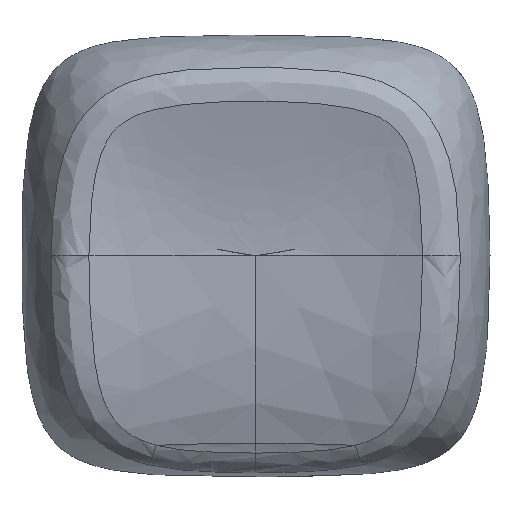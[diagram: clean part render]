
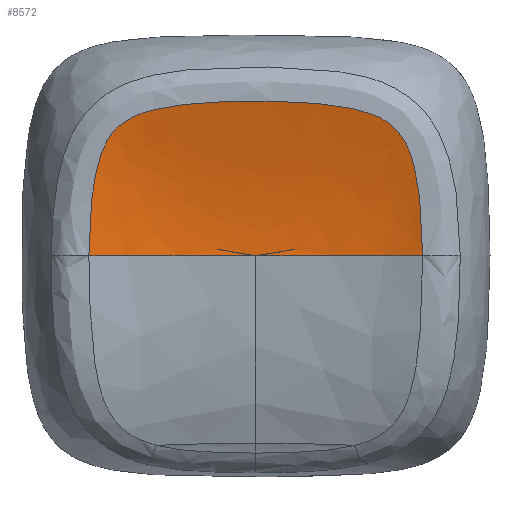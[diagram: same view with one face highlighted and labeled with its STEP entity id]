
A CAD part, top view. The second image highlights one B-rep face of the part: STEP entity #8572.
In plain terms, the highlighted free-form (B-spline) face has degree [3, 3] with [10, 5] control points.
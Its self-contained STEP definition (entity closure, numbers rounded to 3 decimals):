
#8184 = EDGE_CURVE('',#8185,#8187,#8189,.T.);
#8185 = VERTEX_POINT('',#8186);
#8186 = CARTESIAN_POINT('',(-6.23,0.,5.526));
#8187 = VERTEX_POINT('',#8188);
#8188 = CARTESIAN_POINT('',(6.23,0.,5.526));
#8189 = B_SPLINE_CURVE_WITH_KNOTS('',3,(#8190,#8191,#8192,#8193,#8194,
    #8195,#8196,#8197,#8198,#8199,#8200,#8201,#8202,#8203,#8204,#8205,
    #8206,#8207,#8208,#8209,#8210,#8211,#8212),.UNSPECIFIED.,.F.,.F.,(4,
    1,1,1,1,1,1,1,1,2,1,1,1,1,1,1,1,1,1,4),(-2.163,
    -1.947,-1.839,-1.731,-1.677,
    -1.623,-1.514,-1.406,-1.298,
    -1.082,-0.865,-0.757,-0.649,
    -0.595,-0.541,-0.433,-0.379,
    -0.325,-0.216,0.),.UNSPECIFIED.);
#8190 = CARTESIAN_POINT('',(-6.23,0.,5.526));
#8191 = CARTESIAN_POINT('',(-6.23,0.705,
    5.526));
#8192 = CARTESIAN_POINT('',(-6.185,1.778,
    5.531));
#8193 = CARTESIAN_POINT('',(-5.985,3.133,
    5.56));
#8194 = CARTESIAN_POINT('',(-5.751,3.944,
    5.592));
#8195 = CARTESIAN_POINT('',(-5.431,4.517,
    5.617));
#8196 = CARTESIAN_POINT('',(-4.985,5.007,
    5.634));
#8197 = CARTESIAN_POINT('',(-4.225,5.376,5.636
    ));
#8198 = CARTESIAN_POINT('',(-3.205,5.594,
    5.636));
#8199 = CARTESIAN_POINT('',(-1.799,5.746,
    5.639));
#8200 = CARTESIAN_POINT('',(-0.717,5.774,
    5.641));
#8201 = CARTESIAN_POINT('',(0.716,5.775,5.641
    ));
#8202 = CARTESIAN_POINT('',(1.799,5.745,5.639
    ));
#8203 = CARTESIAN_POINT('',(3.201,5.595,5.636)
  );
#8204 = CARTESIAN_POINT('',(4.06,5.41,5.636
    ));
#8205 = CARTESIAN_POINT('',(4.681,5.155,5.634)
  );
#8206 = CARTESIAN_POINT('',(5.242,4.79,5.628
    ));
#8207 = CARTESIAN_POINT('',(5.618,4.241,5.605
    ));
#8208 = CARTESIAN_POINT('',(5.844,3.616,5.579)
  );
#8209 = CARTESIAN_POINT('',(6.011,2.965,5.557)
  );
#8210 = CARTESIAN_POINT('',(6.185,1.775,5.531
    ));
#8211 = CARTESIAN_POINT('',(6.23,0.705,5.526
    ));
#8212 = CARTESIAN_POINT('',(6.23,0.,5.526));
#8572 = ADVANCED_FACE('',(#8573),#8604,.F.);
#8573 = FACE_BOUND('',#8574,.F.);
#8574 = EDGE_LOOP('',(#8575,#8590,#8603));
#8575 = ORIENTED_EDGE('',*,*,#8576,.T.);
#8576 = EDGE_CURVE('',#8187,#8577,#8579,.T.);
#8577 = VERTEX_POINT('',#8578);
#8578 = CARTESIAN_POINT('',(-0.,0.,4.8));
#8579 = B_SPLINE_CURVE_WITH_KNOTS('',5,(#8580,#8581,#8582,#8583,#8584,
    #8585,#8586,#8587,#8588,#8589),.UNSPECIFIED.,.F.,.F.,(6,1,1,1,1,6),(
    0.183,0.2,0.4,0.6,0.8,1.),.UNSPECIFIED.);
#8580 = CARTESIAN_POINT('',(6.23,0.,5.526));
#8581 = CARTESIAN_POINT('',(6.215,0.,5.522));
#8582 = CARTESIAN_POINT('',(6.016,0.,5.46));
#8583 = CARTESIAN_POINT('',(5.617,0.,5.344));
#8584 = CARTESIAN_POINT('',(4.967,0.,5.182));
#8585 = CARTESIAN_POINT('',(3.961,0.,4.995));
#8586 = CARTESIAN_POINT('',(2.674,0.,4.864));
#8587 = CARTESIAN_POINT('',(1.452,0.,4.812));
#8588 = CARTESIAN_POINT('',(0.506,0.,4.8));
#8589 = CARTESIAN_POINT('',(0.,0.,4.8));
#8590 = ORIENTED_EDGE('',*,*,#8591,.F.);
#8591 = EDGE_CURVE('',#8185,#8577,#8592,.T.);
#8592 = B_SPLINE_CURVE_WITH_KNOTS('',5,(#8593,#8594,#8595,#8596,#8597,
    #8598,#8599,#8600,#8601,#8602),.UNSPECIFIED.,.F.,.F.,(6,1,1,1,1,6),(
    0.183,0.2,0.4,0.6,0.8,1.),.UNSPECIFIED.);
#8593 = CARTESIAN_POINT('',(-6.23,0.,5.526));
#8594 = CARTESIAN_POINT('',(-6.215,0.,5.522));
#8595 = CARTESIAN_POINT('',(-6.016,0.,5.46));
#8596 = CARTESIAN_POINT('',(-5.617,0.,5.344));
#8597 = CARTESIAN_POINT('',(-4.967,0.,5.182));
#8598 = CARTESIAN_POINT('',(-3.961,0.,4.995));
#8599 = CARTESIAN_POINT('',(-2.674,0.,4.864));
#8600 = CARTESIAN_POINT('',(-1.452,0.,4.812));
#8601 = CARTESIAN_POINT('',(-0.506,0.,4.8));
#8602 = CARTESIAN_POINT('',(0.,0.,4.8));
#8603 = ORIENTED_EDGE('',*,*,#8184,.T.);
#8604 = B_SPLINE_SURFACE_WITH_KNOTS('',3,3,(
    (#8605,#8606,#8607,#8608,#8609)
    ,(#8610,#8611,#8612,#8613,#8614)
    ,(#8615,#8616,#8617,#8618,#8619)
    ,(#8620,#8621,#8622,#8623,#8624)
    ,(#8625,#8626,#8627,#8628,#8629)
    ,(#8630,#8631,#8632,#8633,#8634)
    ,(#8635,#8636,#8637,#8638,#8639)
    ,(#8640,#8641,#8642,#8643,#8644)
    ,(#8645,#8646,#8647,#8648,#8649)
    ,(#8650,#8651,#8652,#8653,#8654
    )),.UNSPECIFIED.,.F.,.F.,.F.,(4,1,1,1,1,1,1,4),(4,1,4),(0.,
    0.143,0.286,0.429,0.571,
    0.714,0.857,1.),(0.104,0.488,1.)
  ,.UNSPECIFIED.);
#8605 = CARTESIAN_POINT('',(-6.576,0.,5.641));
#8606 = CARTESIAN_POINT('',(-6.032,0.,5.451));
#8607 = CARTESIAN_POINT('',(-4.589,0.,5.038));
#8608 = CARTESIAN_POINT('',(-2.158,0.,4.8));
#8609 = CARTESIAN_POINT('',(0.,0.,4.8));
#8610 = CARTESIAN_POINT('',(-6.576,1.212,
    5.641));
#8611 = CARTESIAN_POINT('',(-6.033,1.038,
    5.451));
#8612 = CARTESIAN_POINT('',(-4.589,0.634,5.038)
  );
#8613 = CARTESIAN_POINT('',(-2.158,0.231,
    4.8));
#8614 = CARTESIAN_POINT('',(0.,0.,4.8));
#8615 = CARTESIAN_POINT('',(-6.361,3.601,
    5.641));
#8616 = CARTESIAN_POINT('',(-5.838,3.108,
    5.451));
#8617 = CARTESIAN_POINT('',(-4.366,1.871,
    5.038));
#8618 = CARTESIAN_POINT('',(-1.982,0.627,
    4.8));
#8619 = CARTESIAN_POINT('',(0.,0.,4.8));
#8620 = CARTESIAN_POINT('',(-4.991,5.382,
    5.641));
#8621 = CARTESIAN_POINT('',(-4.586,4.614,
    5.451));
#8622 = CARTESIAN_POINT('',(-3.278,2.818,5.038)
  );
#8623 = CARTESIAN_POINT('',(-1.34,1.023,
    4.8));
#8624 = CARTESIAN_POINT('',(0.,0.,4.8));
#8625 = CARTESIAN_POINT('',(-2.017,5.799,
    5.641));
#8626 = CARTESIAN_POINT('',(-1.855,4.929,5.451
    ));
#8627 = CARTESIAN_POINT('',(-1.277,3.069,
    5.038));
#8628 = CARTESIAN_POINT('',(-0.472,1.22,4.8
    ));
#8629 = CARTESIAN_POINT('',(0.,0.,4.8));
#8630 = CARTESIAN_POINT('',(2.022,5.797,5.641
    ));
#8631 = CARTESIAN_POINT('',(1.86,4.927,5.451)
  );
#8632 = CARTESIAN_POINT('',(1.28,3.068,5.038
    ));
#8633 = CARTESIAN_POINT('',(0.472,1.22,4.8)
  );
#8634 = CARTESIAN_POINT('',(0.,0.,4.8));
#8635 = CARTESIAN_POINT('',(4.986,5.381,5.641)
  );
#8636 = CARTESIAN_POINT('',(4.582,4.613,5.451)
  );
#8637 = CARTESIAN_POINT('',(3.276,2.817,5.038)
  );
#8638 = CARTESIAN_POINT('',(1.34,1.023,4.8
    ));
#8639 = CARTESIAN_POINT('',(0.,0.,4.8));
#8640 = CARTESIAN_POINT('',(6.361,3.601,5.641
    ));
#8641 = CARTESIAN_POINT('',(5.838,3.108,5.451)
  );
#8642 = CARTESIAN_POINT('',(4.366,1.871,5.038
    ));
#8643 = CARTESIAN_POINT('',(1.982,0.627,4.8)
  );
#8644 = CARTESIAN_POINT('',(0.,0.,4.8));
#8645 = CARTESIAN_POINT('',(6.576,1.212,5.641
    ));
#8646 = CARTESIAN_POINT('',(6.033,1.038,5.451)
  );
#8647 = CARTESIAN_POINT('',(4.589,0.634,5.038
    ));
#8648 = CARTESIAN_POINT('',(2.158,0.231,4.8
    ));
#8649 = CARTESIAN_POINT('',(0.,0.,4.8));
#8650 = CARTESIAN_POINT('',(6.576,0.,5.641));
#8651 = CARTESIAN_POINT('',(6.032,0.,5.451));
#8652 = CARTESIAN_POINT('',(4.589,0.,5.038));
#8653 = CARTESIAN_POINT('',(2.158,0.,4.8));
#8654 = CARTESIAN_POINT('',(0.,0.,4.8));
